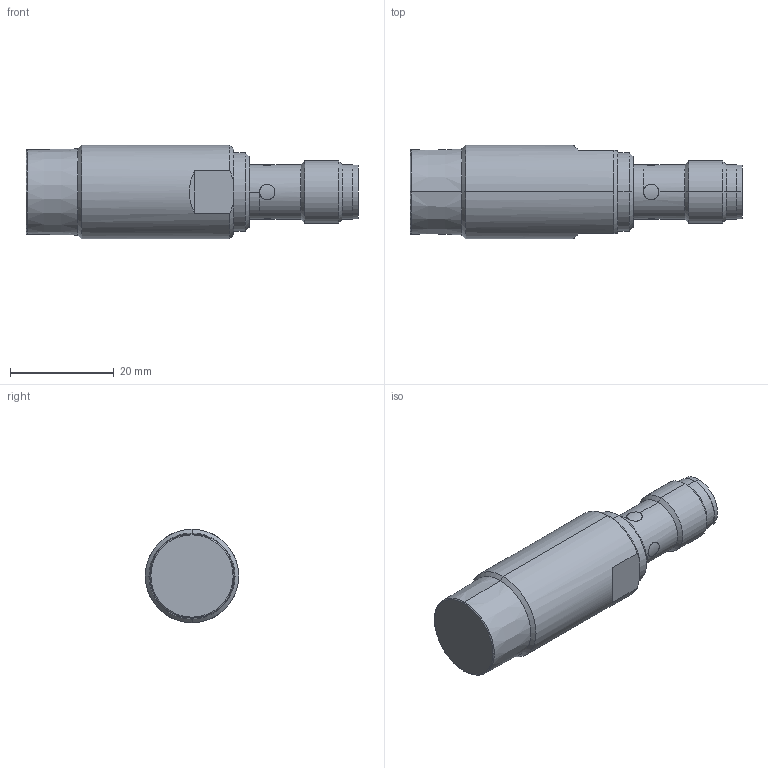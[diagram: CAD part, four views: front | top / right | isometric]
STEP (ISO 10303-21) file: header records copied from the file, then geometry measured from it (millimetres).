
FILE_DESCRIPTION((''),'2;1');
FILE_NAME('SHORT_NO_FLUSH_PLUG_ASM','2018-05-23T',('Eric.Zhang'),(''),'PRO/ENGINEER BY PARAMETRIC TECHNOLOGY CORPORATION, 2007450','PRO/ENGINEER BY PARAMETRIC TECHNOLOGY CORPORATION, 2007450','');
FILE_SCHEMA(('AUTOMOTIVE_DESIGN_CC2 { 1 2 10303 214 -1 1 5 2 }'));
Length unit declared in the file: millimetre
Products named in the file (7): 84-026; 93-013; 44-044; 58-215; SHORT_NO_FLUSH_PLUG_PCB; COMPOUND_SNP; SHORT_NO_FLUSH_PLUG_ASM
Assembly tree (6 placements, depth 2):
  SHORT_NO_FLUSH_PLUG_ASM
    84-026
    93-013
    44-044
    58-215
    SHORT_NO_FLUSH_PLUG_PCB
    COMPOUND_SNP
Bounding box: 64 x 18 x 18 mm (x, y, z)
Volume: 11635.4 mm3; surface area: 13818.5 mm2
Topology: 8 solids, 8 shells, 356 faces, 865 edges, 546 vertices
Faces by surface type: cylinder 150, plane 116, cone 62, torus 18, sphere 8, bspline 2
Entity records: 12846 total; most frequent: CARTESIAN_POINT 2444, DIRECTION 1935, ORIENTED_EDGE 1714, EDGE_CURVE 857, AXIS2_PLACEMENT_3D 775, VERTEX_POINT 546, PRESENTATION_STYLE_ASSIGNMENT 544, STYLED_ITEM 544
